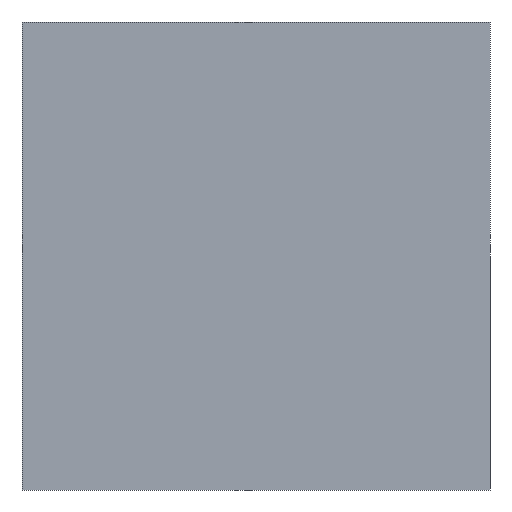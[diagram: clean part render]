
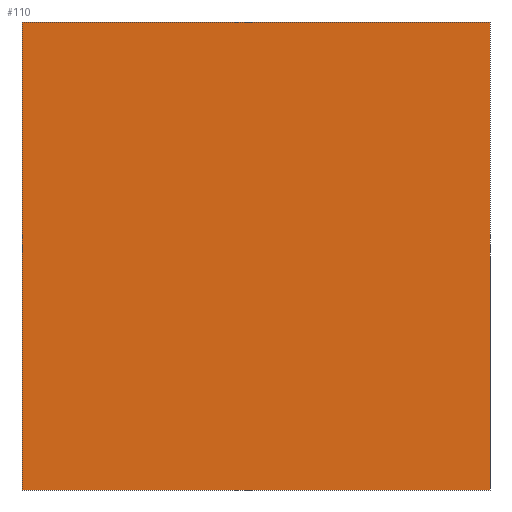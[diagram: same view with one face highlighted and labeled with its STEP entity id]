
A CAD part, front view. The second image highlights one B-rep face of the part: STEP entity #110.
In plain terms, the highlighted planar face has unit normal (0, -1, 0).
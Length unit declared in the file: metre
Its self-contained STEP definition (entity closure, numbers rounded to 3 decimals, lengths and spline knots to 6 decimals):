
#110=ADVANCED_FACE('3:83',(#205),#206,.T.);
#205=FACE_OUTER_BOUND('',#286,.T.);
#206=PLANE('',#287);
#286=EDGE_LOOP('',(#445,#446,#447,#448));
#287=AXIS2_PLACEMENT_3D('',#449,#450,#451);
#445=ORIENTED_EDGE('',*,*,#584,.F.);
#446=ORIENTED_EDGE('',*,*,#585,.F.);
#447=ORIENTED_EDGE('',*,*,#586,.T.);
#448=ORIENTED_EDGE('',*,*,#513,.F.);
#449=CARTESIAN_POINT('',(0.01,0.,0.00125));
#450=DIRECTION('',(0.0,-1.0,0.));
#451=DIRECTION('',(0.0,0.,-1.0));
#513=EDGE_CURVE('3:101',#597,#599,#600,.T.);
#584=EDGE_CURVE('3:260',#705,#597,#706,.T.);
#585=EDGE_CURVE('3:263',#707,#705,#708,.T.);
#586=EDGE_CURVE('3:266',#707,#599,#709,.T.);
#597=VERTEX_POINT('',#721);
#599=VERTEX_POINT('',#724);
#600=LINE('',#725,#726);
#705=VERTEX_POINT('',#883);
#706=LINE('',#884,#885);
#707=VERTEX_POINT('',#886);
#708=LINE('',#887,#888);
#709=LINE('',#889,#890);
#721=CARTESIAN_POINT('',(0.0175,0.,-0.02125));
#724=CARTESIAN_POINT('',(-0.0125,0.,-0.02125));
#725=CARTESIAN_POINT('',(0.01,0.,-0.02125));
#726=VECTOR('',#901,1.0);
#883=CARTESIAN_POINT('',(0.0175,0.,0.00875));
#884=CARTESIAN_POINT('',(0.0175,0.,0.00875));
#885=VECTOR('',#954,1.0);
#886=CARTESIAN_POINT('',(-0.0125,0.,0.00875));
#887=CARTESIAN_POINT('',(-0.0125,0.,0.00875));
#888=VECTOR('',#955,1.0);
#889=CARTESIAN_POINT('',(-0.0125,0.,0.00875));
#890=VECTOR('',#956,1.0);
#901=DIRECTION('',(-1.0,0.0,0.0));
#954=DIRECTION('',(0.0,0.,-1.0));
#955=DIRECTION('',(1.0,0.0,0.0));
#956=DIRECTION('',(0.0,0.,-1.0));
